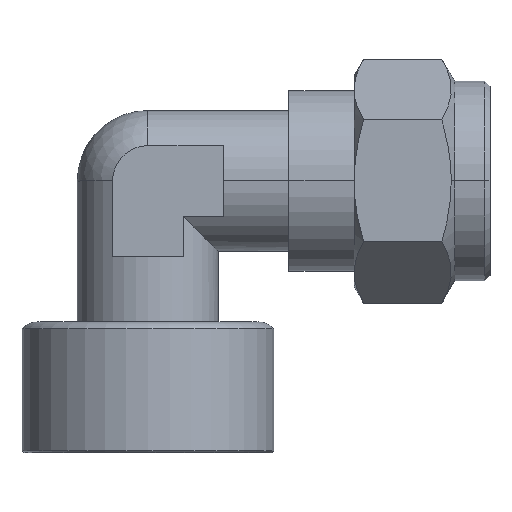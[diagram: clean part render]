
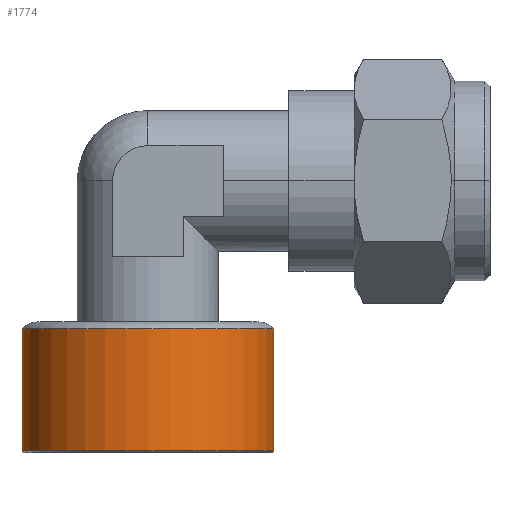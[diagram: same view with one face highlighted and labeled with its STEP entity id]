
A CAD part, top view. The second image highlights one B-rep face of the part: STEP entity #1774.
In plain terms, the highlighted cylindrical face has radius 12.5 mm (diameter 25 mm), a partial arc.
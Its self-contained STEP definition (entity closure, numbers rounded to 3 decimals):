
#67 = FACE_OUTER_BOUND ( 'NONE', #1560, .T. ) ;
#69 = CYLINDRICAL_SURFACE ( 'NONE', #2006, 12.5 ) ;
#263 = CIRCLE ( 'NONE', #936, 12.5 ) ;
#265 = CIRCLE ( 'NONE', #938, 12.5 ) ;
#267 = LINE ( 'NONE', #458, #269 ) ;
#268 = LINE ( 'NONE', #479, #271 ) ;
#269 = VECTOR ( 'NONE', #472, 1000. ) ;
#271 = VECTOR ( 'NONE', #480, 1000. ) ;
#422 = CARTESIAN_POINT ( 'NONE',  ( -12.5, 12.823, 0. ) ) ;
#423 = CARTESIAN_POINT ( 'NONE',  ( 12.5, 0.677, 0. ) ) ;
#424 = CARTESIAN_POINT ( 'NONE',  ( -12.5, 0.677, 0. ) ) ;
#425 = CARTESIAN_POINT ( 'NONE',  ( 12.5, 12.823, 0. ) ) ;
#458 = CARTESIAN_POINT ( 'NONE',  ( -12.5, -1.5, 0. ) ) ;
#469 = CARTESIAN_POINT ( 'NONE',  ( 0., 0.677, 0. ) ) ;
#470 = DIRECTION ( 'NONE',  ( 0., 1., 0. ) ) ;
#471 = DIRECTION ( 'NONE',  ( -1., 0., 0. ) ) ;
#472 = DIRECTION ( 'NONE',  ( 0., -1., 0. ) ) ;
#476 = CARTESIAN_POINT ( 'NONE',  ( 0., 12.823, 0. ) ) ;
#477 = DIRECTION ( 'NONE',  ( 0., -1., 0. ) ) ;
#478 = DIRECTION ( 'NONE',  ( 1., 0., 0. ) ) ;
#479 = CARTESIAN_POINT ( 'NONE',  ( 12.5, -1.5, 0. ) ) ;
#480 = DIRECTION ( 'NONE',  ( 0., -1., 0. ) ) ;
#936 = AXIS2_PLACEMENT_3D ( 'NONE', #469, #470, #471 ) ;
#938 = AXIS2_PLACEMENT_3D ( 'NONE', #476, #477, #478 ) ;
#1115 = ORIENTED_EDGE ( 'NONE', *, *, #1928, .T. ) ;
#1118 = ORIENTED_EDGE ( 'NONE', *, *, #1925, .T. ) ;
#1151 = ORIENTED_EDGE ( 'NONE', *, *, #1927, .T. ) ;
#1184 = VERTEX_POINT ( 'NONE', #425 ) ;
#1185 = VERTEX_POINT ( 'NONE', #424 ) ;
#1186 = VERTEX_POINT ( 'NONE', #423 ) ;
#1187 = VERTEX_POINT ( 'NONE', #422 ) ;
#1273 = DIRECTION ( 'NONE',  ( 0., -1., 0. ) ) ;
#1277 = CARTESIAN_POINT ( 'NONE',  ( 0., -1.5, 0. ) ) ;
#1284 = DIRECTION ( 'NONE',  ( 1., 0., 0. ) ) ;
#1560 = EDGE_LOOP ( 'NONE', ( #1151, #1115, #1118, #1698 ) ) ;
#1698 = ORIENTED_EDGE ( 'NONE', *, *, #1929, .F. ) ;
#1774 = ADVANCED_FACE ( 'NONE', ( #67 ), #69, .T. ) ;
#1925 = EDGE_CURVE ( 'NONE', #1185, #1186, #263, .T. ) ;
#1927 = EDGE_CURVE ( 'NONE', #1184, #1187, #265, .T. ) ;
#1928 = EDGE_CURVE ( 'NONE', #1187, #1185, #267, .T. ) ;
#1929 = EDGE_CURVE ( 'NONE', #1184, #1186, #268, .T. ) ;
#2006 = AXIS2_PLACEMENT_3D ( 'NONE', #1277, #1273, #1284 ) ;
